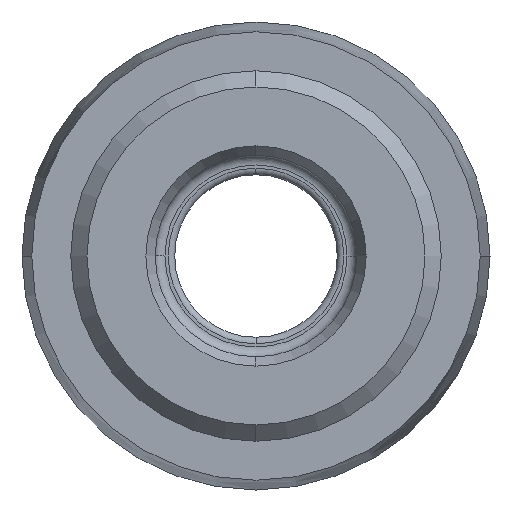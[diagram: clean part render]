
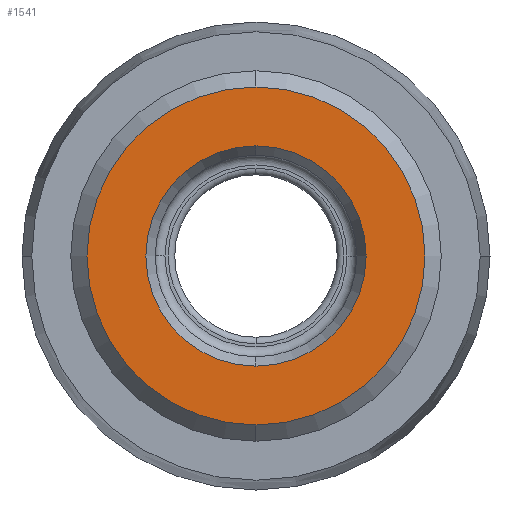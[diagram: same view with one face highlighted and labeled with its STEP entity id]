
A CAD part, left-side view. The second image highlights one B-rep face of the part: STEP entity #1541.
In plain terms, the highlighted planar face has unit normal (-1, 0, 0).
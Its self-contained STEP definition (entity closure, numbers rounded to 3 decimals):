
#252=CARTESIAN_POINT('',(-17.7,0.,0.));
#253=DIRECTION('',(-1.,0.,0.));
#254=DIRECTION('',(0.,0.,-1.));
#255=AXIS2_PLACEMENT_3D('',#252,#253,#254);
#265=CARTESIAN_POINT('',(-17.7,0.,0.));
#266=DIRECTION('',(1.,0.,0.));
#267=DIRECTION('',(0.,0.,-1.));
#268=AXIS2_PLACEMENT_3D('',#265,#266,#267);
#270=CARTESIAN_POINT('',(-17.7,0.,0.));
#271=DIRECTION('',(1.,0.,0.));
#272=DIRECTION('',(0.,0.,-1.));
#273=AXIS2_PLACEMENT_3D('',#270,#271,#272);
#275=CARTESIAN_POINT('',(-17.7,0.,0.));
#276=DIRECTION('',(-1.,0.,0.));
#277=DIRECTION('',(0.,0.,-1.));
#278=AXIS2_PLACEMENT_3D('',#275,#276,#277);
#1078=CARTESIAN_POINT('',(-17.7,0.,-3.389));
#1080=VERTEX_POINT('',#1078);
#1081=CARTESIAN_POINT('',(-17.7,0.,-5.2));
#1083=VERTEX_POINT('',#1081);
#1088=CARTESIAN_POINT('',(-17.7,0.,3.389));
#1090=VERTEX_POINT('',#1088);
#1091=CARTESIAN_POINT('',(-17.7,0.,5.2));
#1093=VERTEX_POINT('',#1091);
#1526=CARTESIAN_POINT('',(-17.7,0.,0.));
#1527=DIRECTION('',(-1.,0.,0.));
#1528=DIRECTION('',(0.,0.,1.));
#1529=AXIS2_PLACEMENT_3D('',#1526,#1527,#1528);
#1530=PLANE('',#1529);
#1531=ORIENTED_EDGE('',*,*,#1505,.F.);
#1532=ORIENTED_EDGE('',*,*,#1521,.T.);
#1533=EDGE_LOOP('',(#1531,#1532));
#1534=FACE_OUTER_BOUND('',#1533,.F.);
#1536=ORIENTED_EDGE('',*,*,#1535,.F.);
#1538=ORIENTED_EDGE('',*,*,#1537,.T.);
#1539=EDGE_LOOP('',(#1536,#1538));
#1540=FACE_BOUND('',#1539,.F.);
#1541=ADVANCED_FACE('',(#1534,#1540),#1530,.T.);
#256=CIRCLE('',#255,5.2);
#269=CIRCLE('',#268,5.2);
#274=CIRCLE('',#273,3.389);
#279=CIRCLE('',#278,3.389);
#1505=EDGE_CURVE('',#1083,#1093,#256,.T.);
#1521=EDGE_CURVE('',#1083,#1093,#269,.T.);
#1535=EDGE_CURVE('',#1080,#1090,#274,.T.);
#1537=EDGE_CURVE('',#1080,#1090,#279,.T.);
